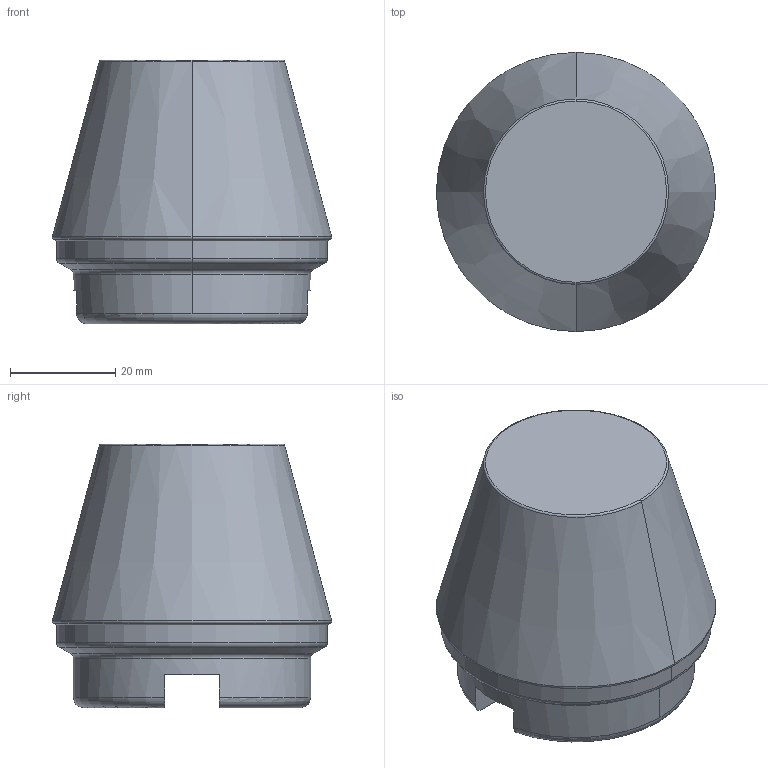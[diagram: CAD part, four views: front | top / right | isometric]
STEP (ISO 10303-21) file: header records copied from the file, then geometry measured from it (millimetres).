
FILE_DESCRIPTION((''),'2;1');
FILE_NAME('22L3C035050F1R00__ASM','2009-06-19T',('poussios_pc'),(''),'PRO/ENGINEER BY PARAMETRIC TECHNOLOGY CORPORATION, 2007460','PRO/ENGINEER BY PARAMETRIC TECHNOLOGY CORPORATION, 2007460','');
FILE_SCHEMA(('CONFIG_CONTROL_DESIGN'));
Length unit declared in the file: millimetre
Products named in the file (3): 22L3C035050F1R00; SCHNEIDE; 22L3C035050F1R00__ASM
Assembly tree (2 placements, depth 2):
  22L3C035050F1R00__ASM
    22L3C035050F1R00
    SCHNEIDE
Bounding box: 52.98 x 52.98 x 50 mm (x, y, z)
Volume: 115411.8 mm3; surface area: 19994.1 mm2
Topology: 2 solids, 2 shells, 53 faces, 118 edges, 70 vertices
Faces by surface type: torus 16, cone 14, plane 13, cylinder 10
Entity records: 1668 total; most frequent: CARTESIAN_POINT 346, DIRECTION 298, ORIENTED_EDGE 236, AXIS2_PLACEMENT_3D 130, EDGE_CURVE 118, CIRCLE 72, VERTEX_POINT 70, EDGE_LOOP 56
